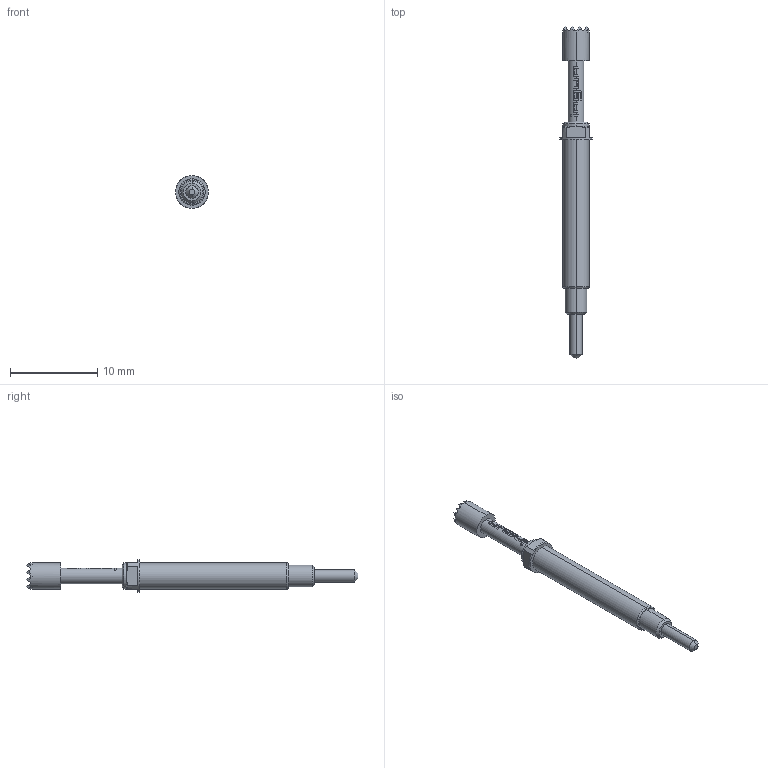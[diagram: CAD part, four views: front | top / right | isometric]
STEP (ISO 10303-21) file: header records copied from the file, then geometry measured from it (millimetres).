
FILE_DESCRIPTION (( 'STEP AP203' ), '1' );
FILE_NAME ('INGUN_GKS-503_306_300_R_xx02_M.STEP', '2021-12-21T12:38:47', ( 'ochi' ), ( '' ), 'SwSTEP 2.0', 'SolidWorks 2018', '' );
FILE_SCHEMA (( 'CONFIG_CONTROL_DESIGN' ));
Length unit declared in the file: millimetre
Products named in the file (1): INGUN_GKS-503_306_300_R_xx02_M
Bounding box: 3.75 x 38 x 3.75 mm (x, y, z)
Volume: 201.7 mm3; surface area: 333.6 mm2
Topology: 1 solids, 1 shells, 166 faces, 405 edges, 247 vertices
Faces by surface type: plane 110, cylinder 24, bspline 22, cone 8, torus 2
Entity records: 5224 total; most frequent: CARTESIAN_POINT 1533, ORIENTED_EDGE 810, DIRECTION 673, EDGE_CURVE 405, VERTEX_POINT 247, AXIS2_PLACEMENT_3D 247, LINE 179, VECTOR 179
